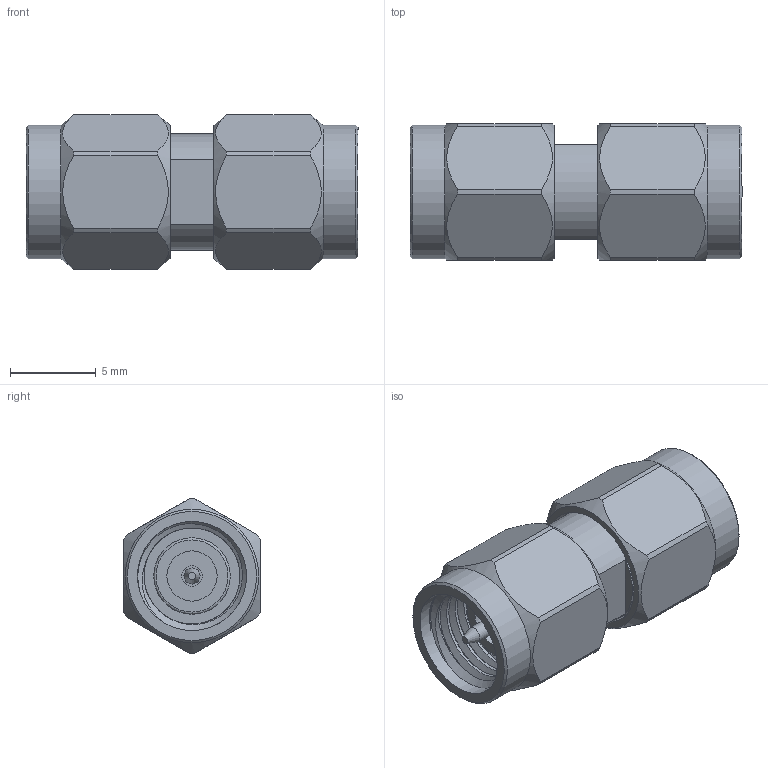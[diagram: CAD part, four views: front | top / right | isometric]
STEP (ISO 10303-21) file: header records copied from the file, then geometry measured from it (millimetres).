
FILE_DESCRIPTION (( 'STEP AP203' ), '1' );
FILE_NAME ('SM3235_3D.step', '2020-10-21T19:44:05', ( '' ), ( '' ), 'SwSTEP 2.0', 'SolidWorks 2018', '' );
FILE_SCHEMA (( 'CONFIG_CONTROL_DESIGN' ));
Length unit declared in the file: inch
Products named in the file (1): SM3235_3D
Bounding box: 19.3 x 7.94 x 8.99 mm (x, y, z)
Volume: 713.9 mm3; surface area: 1115.9 mm2
Topology: 1 solids, 1 shells, 91 faces, 244 edges, 171 vertices
Faces by surface type: cylinder 39, plane 34, cone 10, bspline 8
Full cylindrical faces by diameter (mm): 0.94 x2, 1.194 x2, 2.92 x2, 4.445 x2, 6.35 x12, 6.746 x1, 7 x2, 7.762 x2
Entity records: 6601 total; most frequent: CARTESIAN_POINT 4732, ORIENTED_EDGE 396, DIRECTION 308, EDGE_CURVE 198, VERTEX_POINT 162, AXIS2_PLACEMENT_3D 138, EDGE_LOOP 120, FACE_OUTER_BOUND 96
